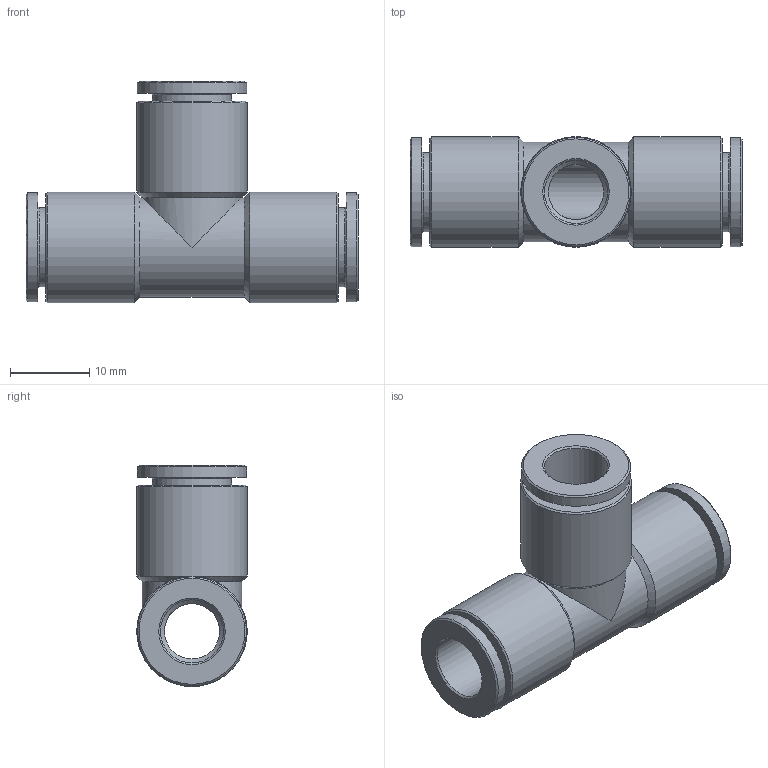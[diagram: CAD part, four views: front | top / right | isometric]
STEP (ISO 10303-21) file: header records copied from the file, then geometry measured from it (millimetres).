
FILE_DESCRIPTION(/* description */ ('STEP AP214'),/* implementation_level */ '2;1');
FILE_NAME(/* name */ '578382_NPQH-T-Q8-E-P10',/* time_stamp */ '2024-09-13T05:36:12+02:00',/* author */ ('License CC BY-ND 4.0'),/* organization */ ('CADENAS'),/* preprocessor_version */ 'ST-DEVELOPER v19.3',/* originating_system */ 'PARTsolutions',/* authorisation */ ' ');
FILE_SCHEMA (('AUTOMOTIVE_DESIGN {1 0 10303 214 3 1 1}'));
Length unit declared in the file: millimetre
Products named in the file (1): 578382 NPQH-T-Q8-E-P10
Bounding box: 42 x 14 x 28 mm (x, y, z)
Volume: 5294.5 mm3; surface area: 4500.2 mm2
Topology: 1 solids, 1 shells, 44 faces, 84 edges, 49 vertices
Faces by surface type: cone 18, cylinder 17, plane 9
Full cylindrical faces by diameter (mm): 7 x2, 8 x3, 10 x3, 12.6 x1, 13.8 x3, 14 x3
Entity records: 964 total; most frequent: DIRECTION 188, CARTESIAN_POINT 141, ORIENTED_EDGE 98, AXIS2_PLACEMENT_3D 94, EDGE_LOOP 88, FACE_BOUND 88, EDGE_CURVE 49, VERTEX_POINT 47
